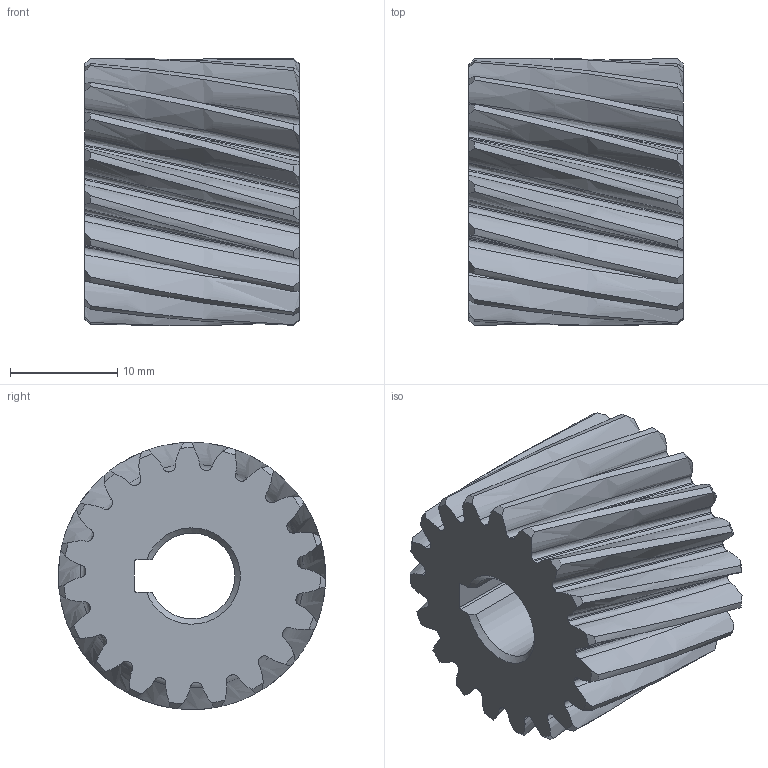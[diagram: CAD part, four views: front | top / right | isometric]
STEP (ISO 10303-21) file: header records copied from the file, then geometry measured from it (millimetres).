
FILE_DESCRIPTION(('STEP AP203'), '1');
FILE_NAME('øåñòåðíÿ 19 êîñîçóá', '2021-11-25T17:57:17', ('User1'), (''), 'ASCON STEP Converter 1.6', 'ASCON Math Kernel', '');
FILE_SCHEMA(('CONFIG_CONTROL_DESIGN'));
Length unit declared in the file: millimetre
Bounding box: 20 x 24.95 x 24.95 mm (x, y, z)
Volume: 6867.8 mm3; surface area: 3892.1 mm2
Topology: 1 solids, 1 shells, 162 faces, 480 edges, 322 vertices
Faces by surface type: bspline 76, cylinder 41, cone 40, plane 5
Entity records: 28372 total; most frequent: CARTESIAN_POINT 23477, ORIENTED_EDGE 960, EDGE_CURVE 480, DIRECTION 430, B_SPLINE_CURVE_WITH_KNOTS 346, VERTEX_POINT 320, AXIS2_PLACEMENT_3D 209, COLOUR_RGB 165
